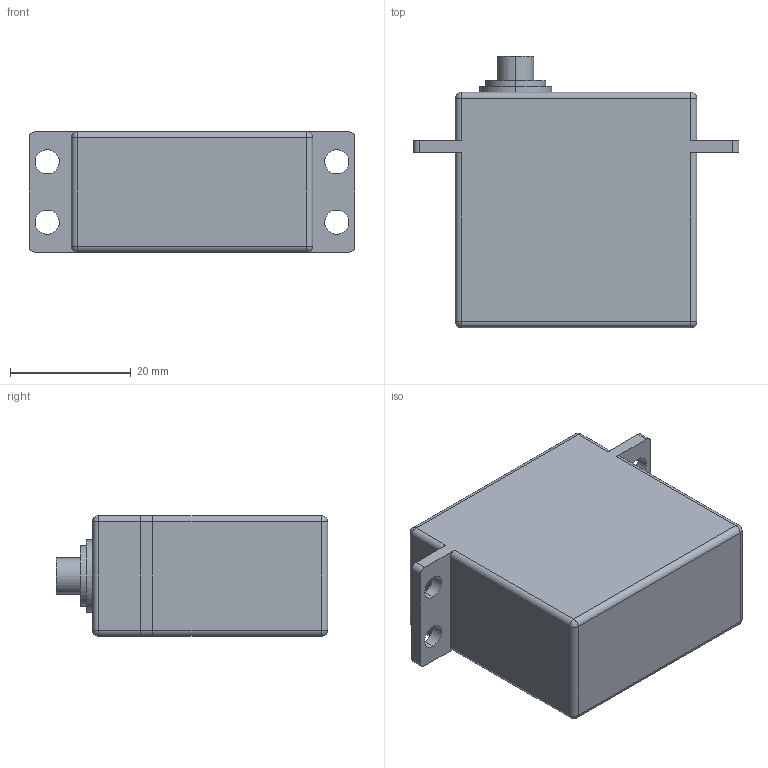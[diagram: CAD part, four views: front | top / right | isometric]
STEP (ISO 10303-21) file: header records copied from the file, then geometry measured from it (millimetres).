
FILE_DESCRIPTION (( 'STEP AP203' ), '1' );
FILE_NAME ('輿朒屙solidworks賒芞.STEP', '2025-09-04T18:20:16', ( '' ), ( '' ), 'SwSTEP 2.0', 'SolidWorks 2025', '' );
FILE_SCHEMA (( 'CONFIG_CONTROL_DESIGN' ));
Length unit declared in the file: millimetre
Products named in the file (1): 林炎泽solidworks画图
Bounding box: 54 x 45 x 20 mm (x, y, z)
Volume: 31831.3 mm3; surface area: 6979.7 mm2
Topology: 1 solids, 2 shells, 108 faces, 285 edges, 175 vertices
Faces by surface type: cylinder 72, plane 20, sphere 8, bspline 6, cone 2
Entity records: 8715 total; most frequent: CARTESIAN_POINT 6233, ORIENTED_EDGE 550, DIRECTION 464, EDGE_CURVE 275, AXIS2_PLACEMENT_3D 176, VERTEX_POINT 175, EDGE_LOOP 120, VECTOR 112
